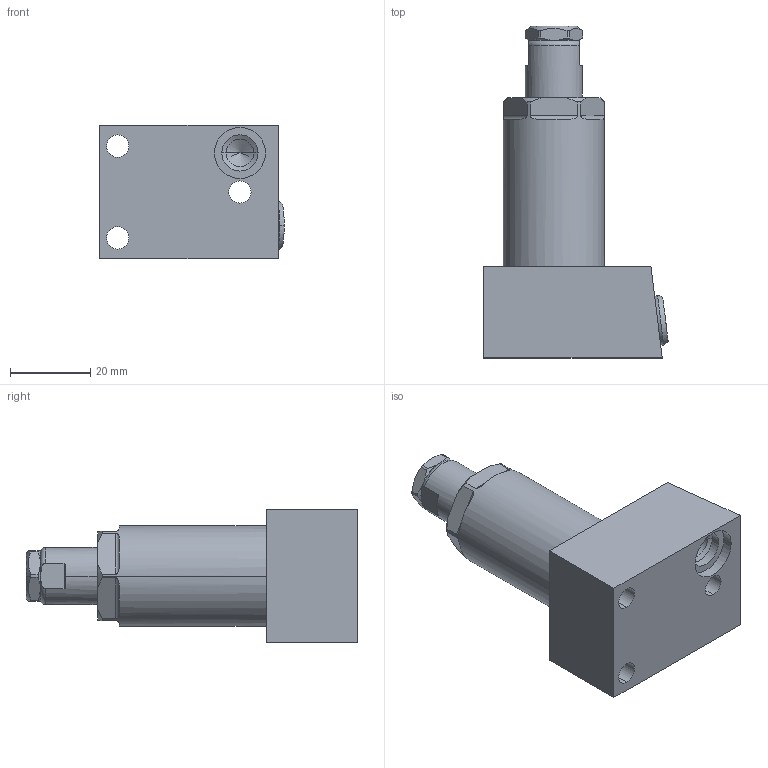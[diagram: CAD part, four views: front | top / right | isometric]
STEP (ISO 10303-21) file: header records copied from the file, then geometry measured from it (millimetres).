
FILE_DESCRIPTION((''),'2;1');
FILE_NAME('ILC10080616','2020-06-22T',('Asawyer'),(''),'PRO/ENGINEER BY PARAMETRIC TECHNOLOGY CORPORATION, 2013320','PRO/ENGINEER BY PARAMETRIC TECHNOLOGY CORPORATION, 2013320','');
FILE_SCHEMA(('CONFIG_CONTROL_DESIGN'));
Length unit declared in the file: inch
Products named in the file (1): ILC10080616
Bounding box: 45.94 x 82.68 x 33.35 mm (x, y, z)
Volume: 53045.1 mm3; surface area: 12843.7 mm2
Topology: 1 solids, 5 shells, 124 faces, 309 edges, 198 vertices
Faces by surface type: plane 48, cylinder 44, cone 28, torus 4
Entity records: 4093 total; most frequent: CARTESIAN_POINT 1089, DIRECTION 627, ORIENTED_EDGE 602, EDGE_CURVE 305, AXIS2_PLACEMENT_3D 249, VERTEX_POINT 198, EDGE_LOOP 141, VECTOR 129
